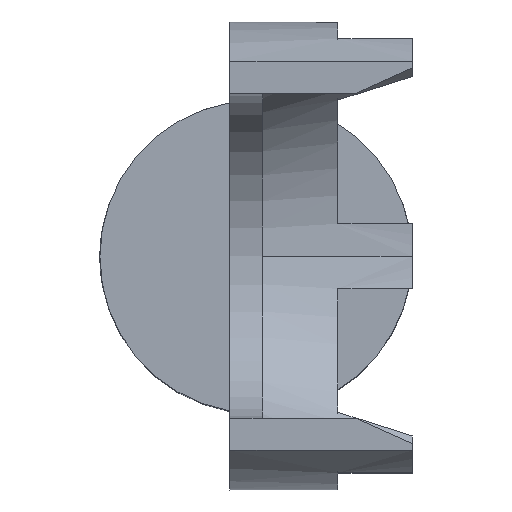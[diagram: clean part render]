
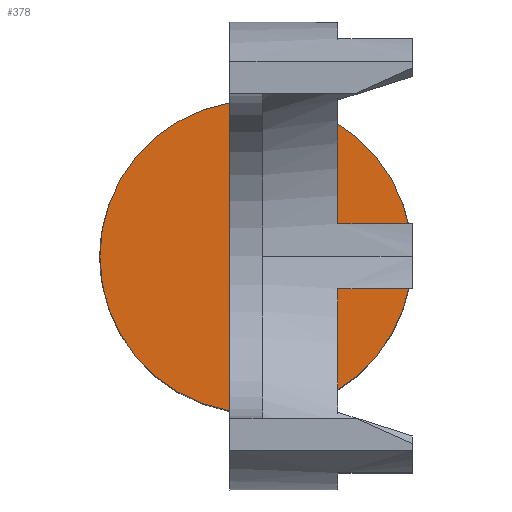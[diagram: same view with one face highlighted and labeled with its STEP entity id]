
A CAD part, top view. The second image highlights one B-rep face of the part: STEP entity #378.
In plain terms, the highlighted planar face has unit normal (0, 0, 1).
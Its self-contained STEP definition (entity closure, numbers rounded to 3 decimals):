
#3 = CARTESIAN_POINT ( 'NONE',  ( 0., 12., -36.8 ) ) ;
#59 = CARTESIAN_POINT ( 'NONE',  ( 2., 9.54, -36.8 ) ) ;
#129 = ORIENTED_EDGE ( 'NONE', *, *, #346, .T. ) ;
#132 = VECTOR ( 'NONE', #1624, 1000. ) ;
#166 = AXIS2_PLACEMENT_3D ( 'NONE', #1536, #1855, #1213 ) ;
#318 = CARTESIAN_POINT ( 'NONE',  ( 0., 0., -36.8 ) ) ;
#344 = LINE ( 'NONE', #59, #132 ) ;
#346 = EDGE_CURVE ( 'NONE', #477, #1093, #765, .T. ) ;
#348 = CARTESIAN_POINT ( 'NONE',  ( 12., 0., -36.8 ) ) ;
#354 = DIRECTION ( 'NONE',  ( 0., 0., -1. ) ) ;
#374 = ORIENTED_EDGE ( 'NONE', *, *, #948, .F. ) ;
#378 = ADVANCED_FACE ( 'NONE', ( #487, #1412 ), #1314, .F. ) ;
#405 = CARTESIAN_POINT ( 'NONE',  ( -2., 9.54, -36.8 ) ) ;
#450 = VERTEX_POINT ( 'NONE', #348 ) ;
#477 = VERTEX_POINT ( 'NONE', #1469 ) ;
#487 = FACE_BOUND ( 'NONE', #1941, .T. ) ;
#638 = EDGE_CURVE ( 'NONE', #450, #1091, #1289, .T. ) ;
#765 = LINE ( 'NONE', #906, #1741 ) ;
#822 = DIRECTION ( 'NONE',  ( 1., 0., 0. ) ) ;
#868 = ORIENTED_EDGE ( 'NONE', *, *, #1347, .T. ) ;
#906 = CARTESIAN_POINT ( 'NONE',  ( -2., 0., -36.8 ) ) ;
#931 = CARTESIAN_POINT ( 'NONE',  ( -12., 0., -36.8 ) ) ;
#948 = EDGE_CURVE ( 'NONE', #1594, #1482, #1195, .T. ) ;
#1055 = CARTESIAN_POINT ( 'NONE',  ( 2., -9.54, -36.8 ) ) ;
#1064 = ORIENTED_EDGE ( 'NONE', *, *, #1970, .T. ) ;
#1074 = CIRCLE ( 'NONE', #166, 12. ) ;
#1091 = VERTEX_POINT ( 'NONE', #931 ) ;
#1093 = VERTEX_POINT ( 'NONE', #405 ) ;
#1124 = DIRECTION ( 'NONE',  ( -1., 0., 0. ) ) ;
#1161 = AXIS2_PLACEMENT_3D ( 'NONE', #3, #354, #1124 ) ;
#1176 = LINE ( 'NONE', #1276, #1191 ) ;
#1191 = VECTOR ( 'NONE', #822, 1000. ) ;
#1195 = LINE ( 'NONE', #1835, #1796 ) ;
#1213 = DIRECTION ( 'NONE',  ( 1., 0., 0. ) ) ;
#1245 = DIRECTION ( 'NONE',  ( 0., 1., 0. ) ) ;
#1276 = CARTESIAN_POINT ( 'NONE',  ( 2., -9.54, -36.8 ) ) ;
#1289 = CIRCLE ( 'NONE', #1443, 12. ) ;
#1314 = PLANE ( 'NONE',  #1161 ) ;
#1323 = EDGE_CURVE ( 'NONE', #477, #1594, #1176, .T. ) ;
#1336 = CARTESIAN_POINT ( 'NONE',  ( 2., 9.54, -36.8 ) ) ;
#1347 = EDGE_CURVE ( 'NONE', #1093, #1482, #344, .T. ) ;
#1366 = DIRECTION ( 'NONE',  ( 0., 1., 0. ) ) ;
#1412 = FACE_OUTER_BOUND ( 'NONE', #1499, .T. ) ;
#1443 = AXIS2_PLACEMENT_3D ( 'NONE', #318, #1562, #1547 ) ;
#1469 = CARTESIAN_POINT ( 'NONE',  ( -2., -9.54, -36.8 ) ) ;
#1482 = VERTEX_POINT ( 'NONE', #1336 ) ;
#1499 = EDGE_LOOP ( 'NONE', ( #1793, #1064 ) ) ;
#1536 = CARTESIAN_POINT ( 'NONE',  ( 0., 0., -36.8 ) ) ;
#1547 = DIRECTION ( 'NONE',  ( 1., 0., 0. ) ) ;
#1562 = DIRECTION ( 'NONE',  ( 0., 0., 1. ) ) ;
#1572 = ORIENTED_EDGE ( 'NONE', *, *, #1323, .F. ) ;
#1594 = VERTEX_POINT ( 'NONE', #1055 ) ;
#1624 = DIRECTION ( 'NONE',  ( 1., 0., 0. ) ) ;
#1741 = VECTOR ( 'NONE', #1366, 1000. ) ;
#1793 = ORIENTED_EDGE ( 'NONE', *, *, #638, .T. ) ;
#1796 = VECTOR ( 'NONE', #1245, 1000. ) ;
#1835 = CARTESIAN_POINT ( 'NONE',  ( 2., 0., -36.8 ) ) ;
#1855 = DIRECTION ( 'NONE',  ( 0., 0., 1. ) ) ;
#1941 = EDGE_LOOP ( 'NONE', ( #374, #1572, #129, #868 ) ) ;
#1970 = EDGE_CURVE ( 'NONE', #1091, #450, #1074, .T. ) ;
